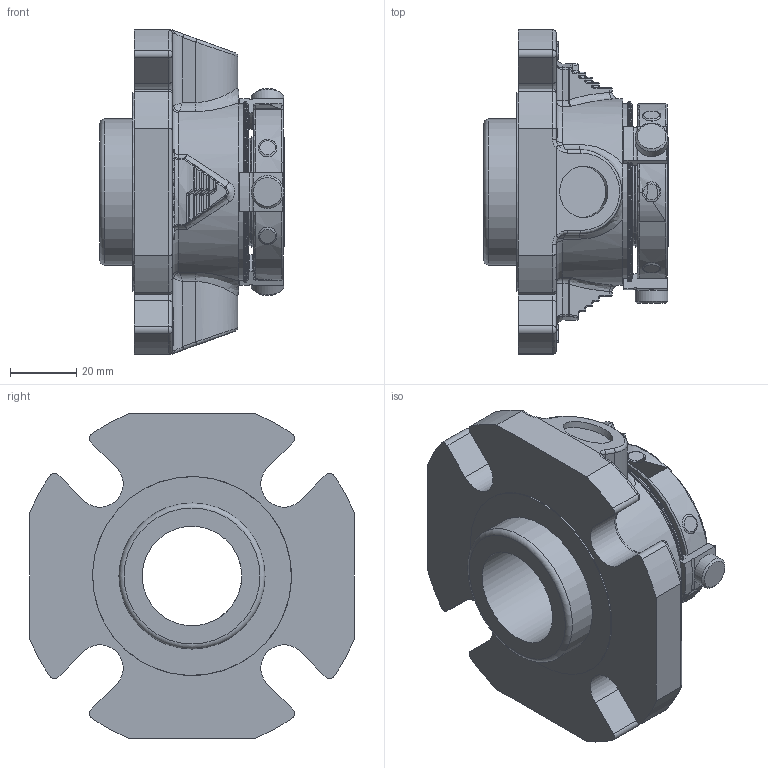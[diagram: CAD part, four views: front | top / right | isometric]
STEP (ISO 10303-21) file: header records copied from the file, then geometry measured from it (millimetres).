
FILE_DESCRIPTION(/* description */ ('Unknown'),/* implementation_level */ '2;1');
FILE_NAME(/* name */ '30mm SMSS SEAL ARRANGEMENT',/* time_stamp */ '2023-05-05T12:08:50+01:00',/* author */ ('Unknown'),/* organization */ ('Unknown'),/* preprocessor_version */ 'ST-DEVELOPER v18.102',/* originating_system */ 'Solid Edge',/* authorisation */ 'Unknown');
FILE_SCHEMA (('AUTOMOTIVE_DESIGN {1 0 10303 214 3 1 1}'));
Length unit declared in the file: millimetre
Products named in the file (1): 30mm
Bounding box: 55.73 x 97.79 x 97.79 mm (x, y, z)
Volume: 159261.4 mm3; surface area: 36089.8 mm2
Topology: 1 solids, 2 shells, 863 faces, 2213 edges, 1365 vertices
Faces by surface type: cylinder 309, plane 272, bspline 141, torus 77, sphere 40, cone 24
Full cylindrical faces by diameter (mm): 3.87 x2, 9.89 x3, 15.5 x2, 30 x1, 32.385 x1, 32.766 x1, 33.274 x1, 44.069 x1, 53.162 x2, 54.686 x1, 60 x1
Entity records: 28678 total; most frequent: CARTESIAN_POINT 8624, ORIENTED_EDGE 4268, DIRECTION 4039, EDGE_CURVE 2134, AXIS2_PLACEMENT_3D 1514, VERTEX_POINT 1346, LINE 1011, VECTOR 1011
